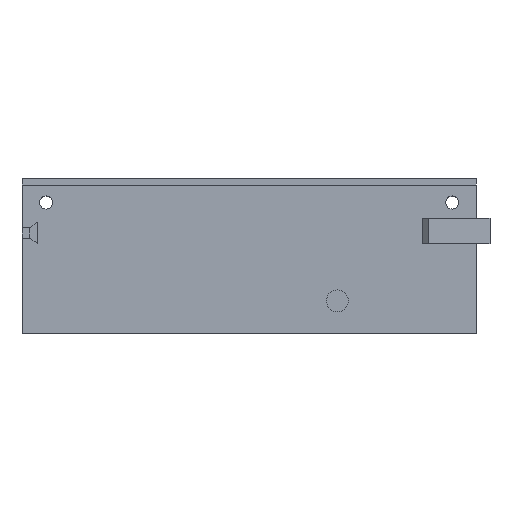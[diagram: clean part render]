
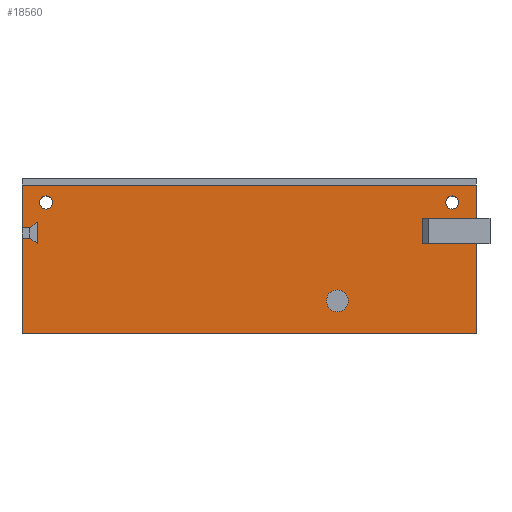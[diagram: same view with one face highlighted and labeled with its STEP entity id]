
A CAD part, front view. The second image highlights one B-rep face of the part: STEP entity #18560.
In plain terms, the highlighted planar face has unit normal (0, -1, 0).
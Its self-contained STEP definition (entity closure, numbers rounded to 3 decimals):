
#35=CIRCLE('',#19362,1.5);
#36=CIRCLE('',#19363,1.5);
#37=CIRCLE('',#19364,2.5);
#86=FACE_BOUND('',#2636,.T.);
#87=FACE_BOUND('',#2637,.T.);
#88=FACE_BOUND('',#2638,.T.);
#1662=FACE_OUTER_BOUND('',#2635,.T.);
#2635=EDGE_LOOP('',(#14204,#14205,#14206,#14207,#14208,#14209,#14210,#14211,
#14212,#14213,#14214,#14215,#14216,#14217,#14218,#14219));
#2636=EDGE_LOOP('',(#14220));
#2637=EDGE_LOOP('',(#14221));
#2638=EDGE_LOOP('',(#14222));
#3811=LINE('',#26281,#5856);
#4123=LINE('',#27111,#6168);
#4126=LINE('',#27117,#6171);
#4129=LINE('',#27123,#6174);
#4132=LINE('',#27129,#6177);
#4140=LINE('',#27144,#6185);
#4145=LINE('',#27155,#6190);
#4148=LINE('',#27161,#6193);
#4151=LINE('',#27167,#6196);
#4154=LINE('',#27173,#6199);
#4162=LINE('',#27188,#6207);
#4165=LINE('',#27193,#6210);
#4166=LINE('',#27194,#6211);
#4167=LINE('',#27196,#6212);
#4168=LINE('',#27198,#6213);
#4169=LINE('',#27199,#6214);
#5856=VECTOR('',#20548,10.);
#6168=VECTOR('',#21062,10.);
#6171=VECTOR('',#21067,10.);
#6174=VECTOR('',#21072,10.);
#6177=VECTOR('',#21077,10.);
#6185=VECTOR('',#21087,10.);
#6190=VECTOR('',#21096,10.);
#6193=VECTOR('',#21101,10.);
#6196=VECTOR('',#21106,10.);
#6199=VECTOR('',#21111,10.);
#6207=VECTOR('',#21121,10.);
#6210=VECTOR('',#21128,10.);
#6211=VECTOR('',#21129,10.);
#6212=VECTOR('',#21130,10.);
#6213=VECTOR('',#21131,10.);
#6214=VECTOR('',#21132,10.);
#7941=VERTEX_POINT('',#26274);
#7944=VERTEX_POINT('',#26279);
#8168=VERTEX_POINT('',#27108);
#8169=VERTEX_POINT('',#27110);
#8171=VERTEX_POINT('',#27116);
#8173=VERTEX_POINT('',#27122);
#8175=VERTEX_POINT('',#27128);
#8181=VERTEX_POINT('',#27142);
#8184=VERTEX_POINT('',#27152);
#8185=VERTEX_POINT('',#27154);
#8187=VERTEX_POINT('',#27160);
#8189=VERTEX_POINT('',#27166);
#8191=VERTEX_POINT('',#27172);
#8197=VERTEX_POINT('',#27186);
#8198=VERTEX_POINT('',#27195);
#8199=VERTEX_POINT('',#27197);
#8200=VERTEX_POINT('',#27200);
#8201=VERTEX_POINT('',#27202);
#8202=VERTEX_POINT('',#27204);
#10065=EDGE_CURVE('',#7944,#7941,#3811,.T.);
#10401=EDGE_CURVE('',#8169,#8168,#4123,.T.);
#10404=EDGE_CURVE('',#8171,#8169,#4126,.T.);
#10407=EDGE_CURVE('',#8173,#8171,#4129,.T.);
#10410=EDGE_CURVE('',#8175,#8173,#4132,.T.);
#10418=EDGE_CURVE('',#8168,#8181,#4140,.T.);
#10423=EDGE_CURVE('',#8185,#8184,#4145,.T.);
#10426=EDGE_CURVE('',#8187,#8185,#4148,.T.);
#10429=EDGE_CURVE('',#8189,#8187,#4151,.T.);
#10432=EDGE_CURVE('',#8191,#8189,#4154,.T.);
#10440=EDGE_CURVE('',#8184,#8197,#4162,.T.);
#10443=EDGE_CURVE('',#7941,#8181,#4165,.T.);
#10444=EDGE_CURVE('',#7944,#8191,#4166,.T.);
#10445=EDGE_CURVE('',#8197,#8198,#4167,.T.);
#10446=EDGE_CURVE('',#8199,#8198,#4168,.T.);
#10447=EDGE_CURVE('',#8175,#8199,#4169,.T.);
#10448=EDGE_CURVE('',#8200,#8200,#35,.T.);
#10449=EDGE_CURVE('',#8201,#8201,#36,.T.);
#10450=EDGE_CURVE('',#8202,#8202,#37,.T.);
#14204=ORIENTED_EDGE('',*,*,#10410,.T.);
#14205=ORIENTED_EDGE('',*,*,#10407,.T.);
#14206=ORIENTED_EDGE('',*,*,#10404,.T.);
#14207=ORIENTED_EDGE('',*,*,#10401,.T.);
#14208=ORIENTED_EDGE('',*,*,#10418,.T.);
#14209=ORIENTED_EDGE('',*,*,#10443,.F.);
#14210=ORIENTED_EDGE('',*,*,#10065,.F.);
#14211=ORIENTED_EDGE('',*,*,#10444,.T.);
#14212=ORIENTED_EDGE('',*,*,#10432,.T.);
#14213=ORIENTED_EDGE('',*,*,#10429,.T.);
#14214=ORIENTED_EDGE('',*,*,#10426,.T.);
#14215=ORIENTED_EDGE('',*,*,#10423,.T.);
#14216=ORIENTED_EDGE('',*,*,#10440,.T.);
#14217=ORIENTED_EDGE('',*,*,#10445,.T.);
#14218=ORIENTED_EDGE('',*,*,#10446,.F.);
#14219=ORIENTED_EDGE('',*,*,#10447,.F.);
#14220=ORIENTED_EDGE('',*,*,#10448,.T.);
#14221=ORIENTED_EDGE('',*,*,#10449,.T.);
#14222=ORIENTED_EDGE('',*,*,#10450,.T.);
#17791=PLANE('',#19361);
#18560=ADVANCED_FACE('',(#1662,#86,#87,#88),#17791,.T.);
#19361=AXIS2_PLACEMENT_3D('',#27192,#21126,#21127);
#19362=AXIS2_PLACEMENT_3D('',#27201,#21133,#21134);
#19363=AXIS2_PLACEMENT_3D('',#27203,#21135,#21136);
#19364=AXIS2_PLACEMENT_3D('',#27205,#21137,#21138);
#20548=DIRECTION('',(-1.,0.,0.));
#21062=DIRECTION('',(-0.766,0.,0.643));
#21067=DIRECTION('',(0.,0.,-1.));
#21072=DIRECTION('',(0.766,0.,0.643));
#21077=DIRECTION('',(1.,0.,0.));
#21087=DIRECTION('',(-1.,0.,0.));
#21096=DIRECTION('',(0.766,0.,-0.643));
#21101=DIRECTION('',(0.,0.,1.));
#21106=DIRECTION('',(-0.766,0.,-0.643));
#21111=DIRECTION('',(-1.,0.,0.));
#21121=DIRECTION('',(1.,0.,0.));
#21126=DIRECTION('center_axis',(0.,-1.,0.));
#21127=DIRECTION('ref_axis',(-1.,0.,0.));
#21128=DIRECTION('',(0.,0.,1.));
#21129=DIRECTION('',(0.,0.,1.));
#21130=DIRECTION('',(0.,0.,1.));
#21131=DIRECTION('',(1.,0.,0.));
#21132=DIRECTION('',(0.,0.,1.));
#21133=DIRECTION('center_axis',(0.,1.,0.));
#21134=DIRECTION('ref_axis',(0.,0.,-1.));
#21135=DIRECTION('center_axis',(0.,1.,0.));
#21136=DIRECTION('ref_axis',(0.,0.,-1.));
#21137=DIRECTION('center_axis',(0.,1.,0.));
#21138=DIRECTION('ref_axis',(-1.,0.,0.));
#26274=CARTESIAN_POINT('',(0.,0.,-1.5));
#26279=CARTESIAN_POINT('',(104.,0.,-1.5));
#26281=CARTESIAN_POINT('',(0.,0.,-1.5));
#27108=CARTESIAN_POINT('',(2.,0.,20.315));
#27110=CARTESIAN_POINT('',(3.532,0.,19.029));
#27111=CARTESIAN_POINT('',(37.696,0.,-9.637));
#27116=CARTESIAN_POINT('',(3.532,0.,24.029));
#27117=CARTESIAN_POINT('',(3.532,0.,12.015));
#27122=CARTESIAN_POINT('',(2.,0.,22.744));
#27123=CARTESIAN_POINT('',(26.328,0.,43.158));
#27128=CARTESIAN_POINT('',(0.,0.,22.744));
#27129=CARTESIAN_POINT('',(52.,0.,22.744));
#27142=CARTESIAN_POINT('',(0.,0.,20.315));
#27144=CARTESIAN_POINT('',(53.,0.,20.315));
#27152=CARTESIAN_POINT('',(102.,0.,22.744));
#27154=CARTESIAN_POINT('',(100.468,0.,24.029));
#27155=CARTESIAN_POINT('',(107.42,0.,18.196));
#27160=CARTESIAN_POINT('',(100.468,0.,19.029));
#27161=CARTESIAN_POINT('',(100.468,0.,9.515));
#27166=CARTESIAN_POINT('',(102.,0.,20.315));
#27167=CARTESIAN_POINT('',(97.585,0.,16.61));
#27172=CARTESIAN_POINT('',(104.,0.,20.315));
#27173=CARTESIAN_POINT('',(104.,0.,20.315));
#27186=CARTESIAN_POINT('',(104.,0.,22.744));
#27188=CARTESIAN_POINT('',(103.,0.,22.744));
#27192=CARTESIAN_POINT('Origin',(104.,0.,0.));
#27193=CARTESIAN_POINT('',(0.,0.,0.));
#27194=CARTESIAN_POINT('',(104.,0.,0.));
#27195=CARTESIAN_POINT('',(104.,0.,32.5));
#27196=CARTESIAN_POINT('',(104.,0.,0.));
#27197=CARTESIAN_POINT('',(0.,0.,32.5));
#27198=CARTESIAN_POINT('',(0.,0.,32.5));
#27199=CARTESIAN_POINT('',(0.,0.,0.));
#27200=CARTESIAN_POINT('',(5.5,0.,30.));
#27201=CARTESIAN_POINT('Origin',(5.5,0.,28.5));
#27202=CARTESIAN_POINT('',(98.5,0.,30.));
#27203=CARTESIAN_POINT('Origin',(98.5,0.,28.5));
#27204=CARTESIAN_POINT('',(74.7,0.,6.));
#27205=CARTESIAN_POINT('Origin',(72.2,0.,6.));
